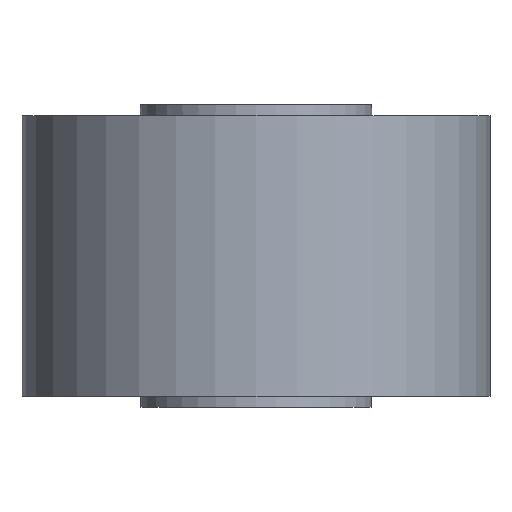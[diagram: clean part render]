
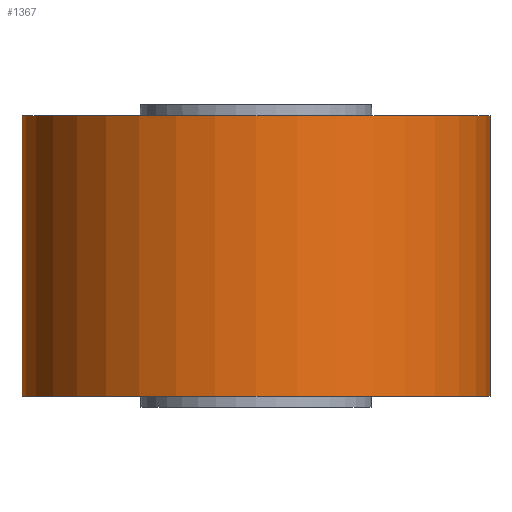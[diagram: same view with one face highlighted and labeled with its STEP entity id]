
A CAD part, front view. The second image highlights one B-rep face of the part: STEP entity #1367.
In plain terms, the highlighted cylindrical face has radius 21.25 mm (diameter 42.5 mm), a partial arc.
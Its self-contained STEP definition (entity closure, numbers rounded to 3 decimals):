
#2 = AXIS2_PLACEMENT_3D ( 'NONE', #1342, #802, #1209 ) ;
#53 = AXIS2_PLACEMENT_3D ( 'NONE', #197, #403, #414 ) ;
#55 = LINE ( 'NONE', #480, #606 ) ;
#70 = CIRCLE ( 'NONE', #2, 21.25 ) ;
#78 = FACE_OUTER_BOUND ( 'NONE', #305, .T. ) ;
#115 = DIRECTION ( 'NONE',  ( 1., 0., 0. ) ) ;
#123 = CARTESIAN_POINT ( 'NONE',  ( -21.25, 0., -12.75 ) ) ;
#124 = DIRECTION ( 'NONE',  ( 0., 0., 1. ) ) ;
#159 = VERTEX_POINT ( 'NONE', #1175 ) ;
#177 = EDGE_CURVE ( 'NONE', #1074, #363, #1238, .T. ) ;
#197 = CARTESIAN_POINT ( 'NONE',  ( 0., 0., 22.027 ) ) ;
#198 = CARTESIAN_POINT ( 'NONE',  ( 21.25, 0., 22.027 ) ) ;
#200 = ORIENTED_EDGE ( 'NONE', *, *, #1263, .F. ) ;
#305 = EDGE_LOOP ( 'NONE', ( #200, #1276, #1149, #370 ) ) ;
#363 = VERTEX_POINT ( 'NONE', #688 ) ;
#370 = ORIENTED_EDGE ( 'NONE', *, *, #667, .F. ) ;
#403 = DIRECTION ( 'NONE',  ( 0., 0., 1. ) ) ;
#414 = DIRECTION ( 'NONE',  ( 1., 0., 0. ) ) ;
#421 = EDGE_CURVE ( 'NONE', #363, #1277, #705, .T. ) ;
#480 = CARTESIAN_POINT ( 'NONE',  ( -21.25, 0., 22.027 ) ) ;
#597 = DIRECTION ( 'NONE',  ( 0., 0., 1. ) ) ;
#606 = VECTOR ( 'NONE', #597, 1000. ) ;
#667 = EDGE_CURVE ( 'NONE', #159, #1277, #70, .T. ) ;
#688 = CARTESIAN_POINT ( 'NONE',  ( 21.25, 0., -12.75 ) ) ;
#705 = LINE ( 'NONE', #198, #1354 ) ;
#714 = AXIS2_PLACEMENT_3D ( 'NONE', #1184, #124, #115 ) ;
#802 = DIRECTION ( 'NONE',  ( 0., 0., 1. ) ) ;
#845 = CYLINDRICAL_SURFACE ( 'NONE', #53, 21.25 ) ;
#901 = CARTESIAN_POINT ( 'NONE',  ( 21.25, 0., 12.75 ) ) ;
#1074 = VERTEX_POINT ( 'NONE', #123 ) ;
#1142 = DIRECTION ( 'NONE',  ( 0., 0., 1. ) ) ;
#1149 = ORIENTED_EDGE ( 'NONE', *, *, #421, .T. ) ;
#1175 = CARTESIAN_POINT ( 'NONE',  ( -21.25, 0., 12.75 ) ) ;
#1184 = CARTESIAN_POINT ( 'NONE',  ( 0., 0., -12.75 ) ) ;
#1209 = DIRECTION ( 'NONE',  ( 1., 0., 0. ) ) ;
#1238 = CIRCLE ( 'NONE', #714, 21.25 ) ;
#1263 = EDGE_CURVE ( 'NONE', #1074, #159, #55, .T. ) ;
#1276 = ORIENTED_EDGE ( 'NONE', *, *, #177, .T. ) ;
#1277 = VERTEX_POINT ( 'NONE', #901 ) ;
#1342 = CARTESIAN_POINT ( 'NONE',  ( 0., 0., 12.75 ) ) ;
#1354 = VECTOR ( 'NONE', #1142, 1000. ) ;
#1367 = ADVANCED_FACE ( 'NONE', ( #78 ), #845, .T. ) ;
